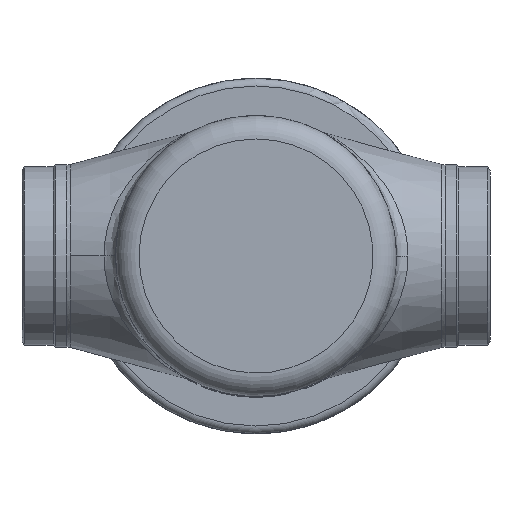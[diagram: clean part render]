
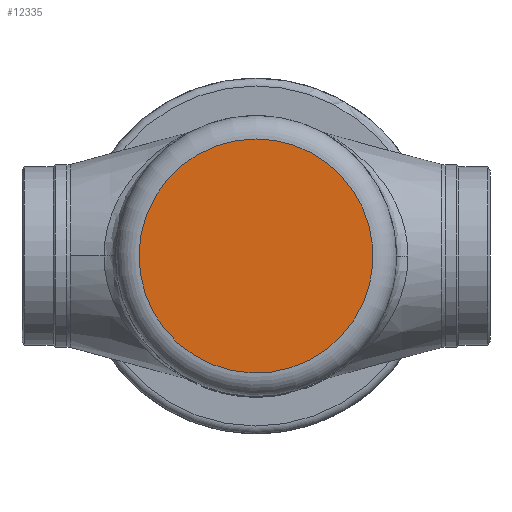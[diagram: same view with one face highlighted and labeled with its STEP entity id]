
A CAD part, front view. The second image highlights one B-rep face of the part: STEP entity #12335.
In plain terms, the highlighted planar face has unit normal (0, -1, 0).
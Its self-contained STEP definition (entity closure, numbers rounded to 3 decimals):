
#12294=CARTESIAN_POINT('',(240.096,0.,-131.432));
#12295=VERTEX_POINT('',#12294);
#12303=CARTESIAN_POINT('',(167.15,0.,-39.));
#12304=VERTEX_POINT('',#12303);
#12305=CARTESIAN_POINT('',(167.15,0.,-114.));
#12306=DIRECTION('',(-0.,-1.,-0.));
#12307=DIRECTION('',(0.,-0.,1.));
#12308=AXIS2_PLACEMENT_3D('',#12305,#12306,#12307);
#12309=CIRCLE('',#12308,75.);
#12310=EDGE_CURVE('',#12304,#12295,#12309,.T.);
#12312=CARTESIAN_POINT('',(167.15,0.,-114.));
#12313=DIRECTION('',(-0.,-1.,-0.));
#12314=DIRECTION('',(0.,-0.,1.));
#12315=AXIS2_PLACEMENT_3D('',#12312,#12313,#12314);
#12316=CIRCLE('',#12315,75.);
#12317=EDGE_CURVE('',#12295,#12304,#12316,.T.);
#12326=CARTESIAN_POINT('',(167.15,0.,-114.));
#12327=DIRECTION('',(0.,1.,0.));
#12328=DIRECTION('',(1.,0.,0.));
#12329=AXIS2_PLACEMENT_3D('',#12326,#12327,#12328);
#12330=PLANE('',#12329);
#12331=ORIENTED_EDGE('',*,*,#12310,.T.);
#12332=ORIENTED_EDGE('',*,*,#12317,.T.);
#12333=EDGE_LOOP('',(#12331,#12332));
#12334=FACE_BOUND('',#12333,.T.);
#12335=ADVANCED_FACE('',(#12334),#12330,.F.);
